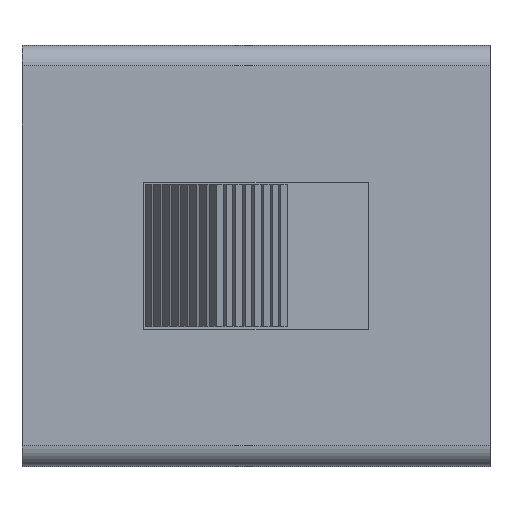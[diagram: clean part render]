
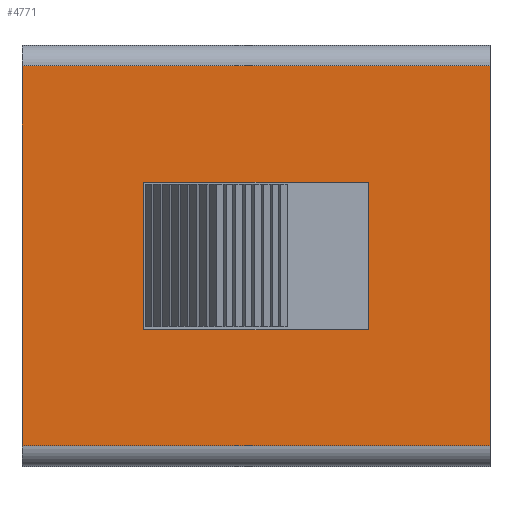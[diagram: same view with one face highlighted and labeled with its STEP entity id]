
A CAD part, top view. The second image highlights one B-rep face of the part: STEP entity #4771.
In plain terms, the highlighted planar face has unit normal (0, 0, 1).
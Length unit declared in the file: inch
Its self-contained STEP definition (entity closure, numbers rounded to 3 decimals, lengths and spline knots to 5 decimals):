
#144=FACE_BOUND('',#690,.T.);
#435=FACE_OUTER_BOUND('',#689,.T.);
#689=EDGE_LOOP('',(#4099,#4100,#4101,#4102));
#690=EDGE_LOOP('',(#4103,#4104,#4105,#4106));
#1127=LINE('',#8375,#1665);
#1131=LINE('',#8383,#1669);
#1134=LINE('',#8389,#1672);
#1137=LINE('',#8394,#1675);
#1167=LINE('',#8453,#1705);
#1168=LINE('',#8457,#1706);
#1169=LINE('',#8458,#1707);
#1170=LINE('',#8459,#1708);
#1665=VECTOR('',#5974,0.3937);
#1669=VECTOR('',#5980,0.3937);
#1672=VECTOR('',#5985,0.3937);
#1675=VECTOR('',#5990,0.3937);
#1705=VECTOR('',#6074,0.3937);
#1706=VECTOR('',#6077,0.3937);
#1707=VECTOR('',#6078,0.3937);
#1708=VECTOR('',#6079,0.3937);
#2197=VERTEX_POINT('',#8373);
#2198=VERTEX_POINT('',#8374);
#2201=VERTEX_POINT('',#8382);
#2203=VERTEX_POINT('',#8388);
#2205=VERTEX_POINT('',#8449);
#2206=VERTEX_POINT('',#8451);
#2207=VERTEX_POINT('',#8455);
#2208=VERTEX_POINT('',#8456);
#2825=EDGE_CURVE('',#2197,#2198,#1127,.T.);
#2829=EDGE_CURVE('',#2201,#2197,#1131,.T.);
#2832=EDGE_CURVE('',#2203,#2201,#1134,.T.);
#2835=EDGE_CURVE('',#2198,#2203,#1137,.T.);
#2867=EDGE_CURVE('',#2206,#2205,#1167,.T.);
#2868=EDGE_CURVE('',#2207,#2208,#1168,.T.);
#2869=EDGE_CURVE('',#2205,#2207,#1169,.T.);
#2870=EDGE_CURVE('',#2208,#2206,#1170,.T.);
#4099=ORIENTED_EDGE('',*,*,#2868,.F.);
#4100=ORIENTED_EDGE('',*,*,#2869,.F.);
#4101=ORIENTED_EDGE('',*,*,#2867,.F.);
#4102=ORIENTED_EDGE('',*,*,#2870,.F.);
#4103=ORIENTED_EDGE('',*,*,#2835,.T.);
#4104=ORIENTED_EDGE('',*,*,#2832,.T.);
#4105=ORIENTED_EDGE('',*,*,#2829,.T.);
#4106=ORIENTED_EDGE('',*,*,#2825,.T.);
#4527=PLANE('',#5088);
#4771=ADVANCED_FACE('',(#435,#144),#4527,.T.);
#5088=AXIS2_PLACEMENT_3D('',#8454,#6075,#6076);
#5974=DIRECTION('',(-1.,0.,0.));
#5980=DIRECTION('',(0.,-1.,0.));
#5985=DIRECTION('',(1.,0.,0.));
#5990=DIRECTION('',(0.,1.,0.));
#6074=DIRECTION('',(1.,0.,0.));
#6075=DIRECTION('center_axis',(0.,0.,1.));
#6076=DIRECTION('ref_axis',(-1.,0.,0.));
#6077=DIRECTION('',(-1.,0.,0.));
#6078=DIRECTION('',(0.,-1.,0.));
#6079=DIRECTION('',(0.,1.,0.));
#8373=CARTESIAN_POINT('',(0.12008,-0.07874,0.3));
#8374=CARTESIAN_POINT('',(-0.12008,-0.07874,0.3));
#8375=CARTESIAN_POINT('',(0.06004,-0.07874,0.3));
#8382=CARTESIAN_POINT('',(0.12008,0.07874,0.3));
#8383=CARTESIAN_POINT('',(0.12008,0.03937,0.3));
#8388=CARTESIAN_POINT('',(-0.12008,0.07874,0.3));
#8389=CARTESIAN_POINT('',(-0.06004,0.07874,0.3));
#8394=CARTESIAN_POINT('',(-0.12008,-0.03937,0.3));
#8449=CARTESIAN_POINT('',(0.25,0.20295,0.3));
#8451=CARTESIAN_POINT('',(-0.25,0.20295,0.3));
#8453=CARTESIAN_POINT('',(-0.125,0.20295,0.3));
#8454=CARTESIAN_POINT('Origin',(0.,0.,
0.3));
#8455=CARTESIAN_POINT('',(0.25,-0.20295,0.3));
#8456=CARTESIAN_POINT('',(-0.25,-0.20295,0.3));
#8457=CARTESIAN_POINT('',(0.125,-0.20295,0.3));
#8458=CARTESIAN_POINT('',(0.25,-0.03937,0.3));
#8459=CARTESIAN_POINT('',(-0.25,0.03937,0.3));
